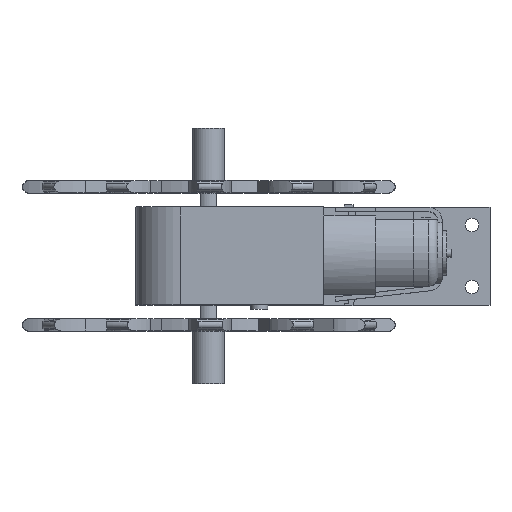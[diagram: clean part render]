
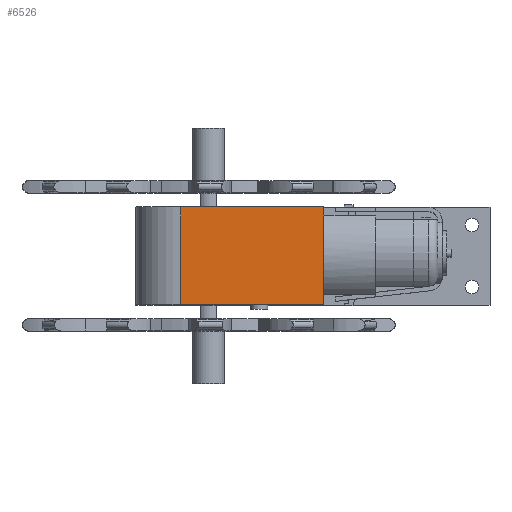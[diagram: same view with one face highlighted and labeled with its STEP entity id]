
A CAD part, top view. The second image highlights one B-rep face of the part: STEP entity #6526.
In plain terms, the highlighted planar face has unit normal (0, 0, 1).
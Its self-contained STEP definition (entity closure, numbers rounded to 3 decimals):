
#403=PLANE('',#7200);
#741=FACE_OUTER_BOUND('',#1114,.T.);
#1114=EDGE_LOOP('',(#5906,#5907,#5908,#5909));
#2001=LINE('',#27409,#2540);
#2035=LINE('',#27479,#2574);
#2036=LINE('',#27482,#2575);
#2037=LINE('',#27483,#2576);
#2540=VECTOR('',#8737,10.);
#2574=VECTOR('',#8805,10.);
#2575=VECTOR('',#8808,10.);
#2576=VECTOR('',#8809,10.);
#3177=VERTEX_POINT('',#27406);
#3178=VERTEX_POINT('',#27408);
#3197=VERTEX_POINT('',#27477);
#3198=VERTEX_POINT('',#27481);
#4077=EDGE_CURVE('',#3177,#3178,#2001,.F.);
#4113=EDGE_CURVE('',#3178,#3197,#2035,.T.);
#4114=EDGE_CURVE('',#3177,#3198,#2036,.T.);
#4115=EDGE_CURVE('',#3198,#3197,#2037,.T.);
#5906=ORIENTED_EDGE('',*,*,#4113,.F.);
#5907=ORIENTED_EDGE('',*,*,#4077,.F.);
#5908=ORIENTED_EDGE('',*,*,#4114,.T.);
#5909=ORIENTED_EDGE('',*,*,#4115,.T.);
#6526=ADVANCED_FACE('',(#741),#403,.T.);
#7200=AXIS2_PLACEMENT_3D('',#27480,#8806,#8807);
#8737=DIRECTION('',(1.,0.,0.));
#8805=DIRECTION('',(0.,1.,0.));
#8806=DIRECTION('center_axis',(0.,0.,
1.));
#8807=DIRECTION('ref_axis',(1.,0.,0.));
#8808=DIRECTION('',(0.,1.,0.));
#8809=DIRECTION('',(-1.,0.,0.));
#27406=CARTESIAN_POINT('',(25.65,-1.5,7.25));
#27408=CARTESIAN_POINT('',(-6.2,-1.5,7.25));
#27409=CARTESIAN_POINT('',(7.513,-1.5,7.25));
#27477=CARTESIAN_POINT('',(-6.2,20.3,7.25));
#27479=CARTESIAN_POINT('',(-6.2,-0.5,7.25));
#27480=CARTESIAN_POINT('Origin',(-7.2,-0.5,7.25));
#27481=CARTESIAN_POINT('',(25.65,20.3,7.25));
#27482=CARTESIAN_POINT('',(25.65,-0.5,7.25));
#27483=CARTESIAN_POINT('',(7.512,20.3,7.25));
